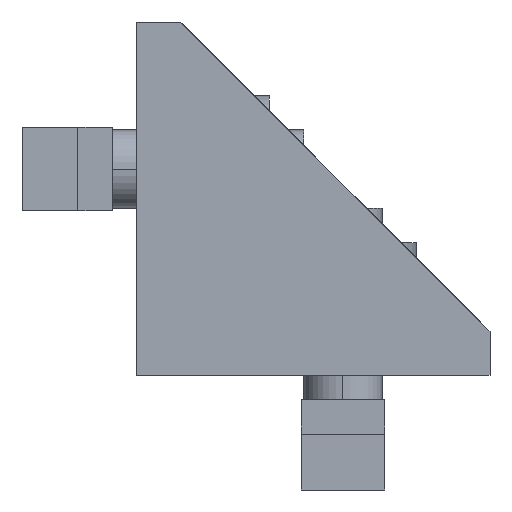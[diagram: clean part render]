
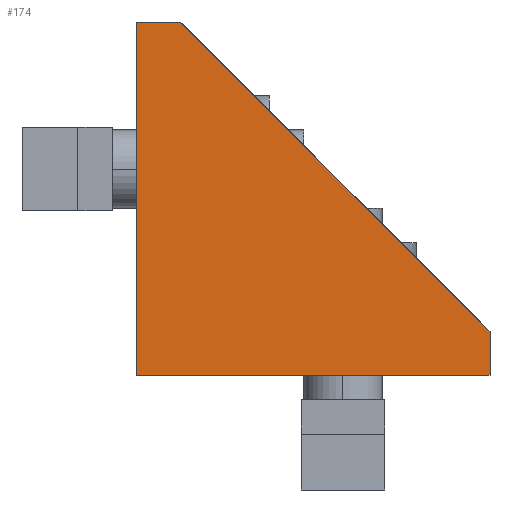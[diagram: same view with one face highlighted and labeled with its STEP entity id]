
A CAD part, left-side view. The second image highlights one B-rep face of the part: STEP entity #174.
In plain terms, the highlighted planar face has unit normal (-1, 0, 0).
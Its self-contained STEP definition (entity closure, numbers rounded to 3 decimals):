
#174=ADVANCED_FACE('',(#355),#356,.T.);
#355=FACE_OUTER_BOUND('',#533,.T.);
#356=PLANE('',#534);
#533=EDGE_LOOP('',(#962,#963,#964,#965,#966));
#534=AXIS2_PLACEMENT_3D('',#967,#968,#969);
#962=ORIENTED_EDGE('',*,*,#1171,.F.);
#963=ORIENTED_EDGE('',*,*,#1172,.F.);
#964=ORIENTED_EDGE('',*,*,#1163,.F.);
#965=ORIENTED_EDGE('',*,*,#1167,.F.);
#966=ORIENTED_EDGE('',*,*,#1173,.F.);
#967=CARTESIAN_POINT('',(-19.0,-11.461,11.461));
#968=DIRECTION('',(-1.0,0.0,0.0));
#969=DIRECTION('',(0.0,-1.0,0.0));
#1163=EDGE_CURVE('',#1413,#1409,#1415,.T.);
#1167=EDGE_CURVE('',#1419,#1413,#1421,.T.);
#1171=EDGE_CURVE('',#1425,#1426,#1427,.T.);
#1172=EDGE_CURVE('',#1409,#1425,#1428,.T.);
#1173=EDGE_CURVE('',#1426,#1419,#1429,.T.);
#1409=VERTEX_POINT('',#1740);
#1413=VERTEX_POINT('',#1746);
#1415=LINE('',#1749,#1750);
#1419=VERTEX_POINT('',#1755);
#1421=LINE('',#1758,#1759);
#1425=VERTEX_POINT('',#1763);
#1426=VERTEX_POINT('',#1764);
#1427=LINE('',#1765,#1766);
#1428=LINE('',#1767,#1768);
#1429=LINE('',#1769,#1770);
#1740=CARTESIAN_POINT('',(-19.0,-36.0,0.0));
#1746=CARTESIAN_POINT('',(-19.0,-36.0,4.5));
#1749=CARTESIAN_POINT('',(-19.0,-36.0,0.0));
#1750=VECTOR('',#1963,1.0);
#1755=CARTESIAN_POINT('',(-19.0,-4.5,36.0));
#1758=CARTESIAN_POINT('',(-19.0,-5.5,35.0));
#1759=VECTOR('',#1966,1.0);
#1763=CARTESIAN_POINT('',(-19.0,0.0,0.0));
#1764=CARTESIAN_POINT('',(-19.0,0.0,36.0));
#1765=CARTESIAN_POINT('',(-19.0,0.0,36.0));
#1766=VECTOR('',#1970,1.0);
#1767=CARTESIAN_POINT('',(-19.0,0.0,0.0));
#1768=VECTOR('',#1971,1.0);
#1769=CARTESIAN_POINT('',(-19.0,-4.5,36.0));
#1770=VECTOR('',#1972,1.0);
#1963=DIRECTION('',(0.0,0.0,-1.0));
#1966=DIRECTION('',(0.0,-0.707,-0.707));
#1970=DIRECTION('',(0.0,0.0,1.0));
#1971=DIRECTION('',(0.0,1.0,-0.0));
#1972=DIRECTION('',(0.0,-1.0,0.0));
